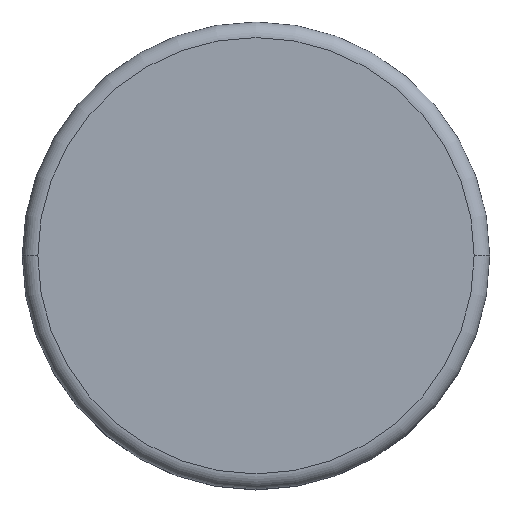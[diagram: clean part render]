
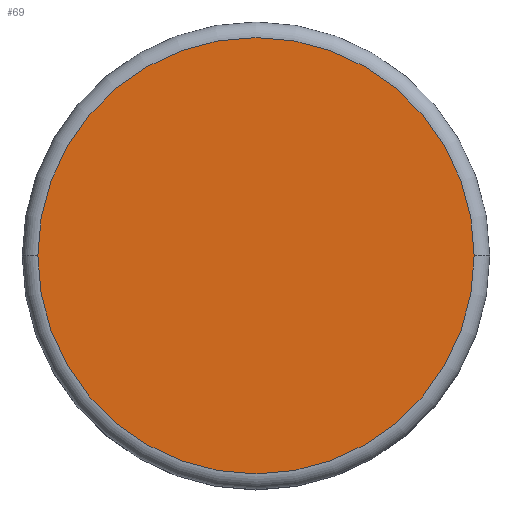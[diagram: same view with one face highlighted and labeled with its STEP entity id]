
A CAD part, top view. The second image highlights one B-rep face of the part: STEP entity #69.
In plain terms, the highlighted planar face has unit normal (0, 0, 1).
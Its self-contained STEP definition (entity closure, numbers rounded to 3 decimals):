
#7 = EDGE_CURVE ( 'NONE', #239, #139, #104, .T. ) ;
#9 = CARTESIAN_POINT ( 'NONE',  ( -1.4, 0., 2. ) ) ;
#13 = CARTESIAN_POINT ( 'NONE',  ( 0., 0., 2. ) ) ;
#32 = AXIS2_PLACEMENT_3D ( 'NONE', #132, #229, #49 ) ;
#34 = ORIENTED_EDGE ( 'NONE', *, *, #7, .T. ) ;
#49 = DIRECTION ( 'NONE',  ( 1., 0., 0. ) ) ;
#52 = CARTESIAN_POINT ( 'NONE',  ( 0., 0., 2. ) ) ;
#61 = FACE_OUTER_BOUND ( 'NONE', #198, .T. ) ;
#69 = ADVANCED_FACE ( 'NONE', ( #61 ), #231, .T. ) ;
#71 = DIRECTION ( 'NONE',  ( 0., 0., 1. ) ) ;
#74 = CIRCLE ( 'NONE', #32, 1.4 ) ;
#81 = AXIS2_PLACEMENT_3D ( 'NONE', #52, #71, #126 ) ;
#91 = ORIENTED_EDGE ( 'NONE', *, *, #121, .T. ) ;
#104 = CIRCLE ( 'NONE', #222, 1.4 ) ;
#110 = CARTESIAN_POINT ( 'NONE',  ( 1.4, 0., 2. ) ) ;
#121 = EDGE_CURVE ( 'NONE', #139, #239, #74, .T. ) ;
#126 = DIRECTION ( 'NONE',  ( 1., 0., 0. ) ) ;
#132 = CARTESIAN_POINT ( 'NONE',  ( 0., 0., 2. ) ) ;
#139 = VERTEX_POINT ( 'NONE', #110 ) ;
#144 = DIRECTION ( 'NONE',  ( 1., 0., 0. ) ) ;
#198 = EDGE_LOOP ( 'NONE', ( #91, #34 ) ) ;
#222 = AXIS2_PLACEMENT_3D ( 'NONE', #13, #242, #144 ) ;
#229 = DIRECTION ( 'NONE',  ( 0., 0., 1. ) ) ;
#231 = PLANE ( 'NONE',  #81 ) ;
#239 = VERTEX_POINT ( 'NONE', #9 ) ;
#242 = DIRECTION ( 'NONE',  ( 0., 0., 1. ) ) ;
